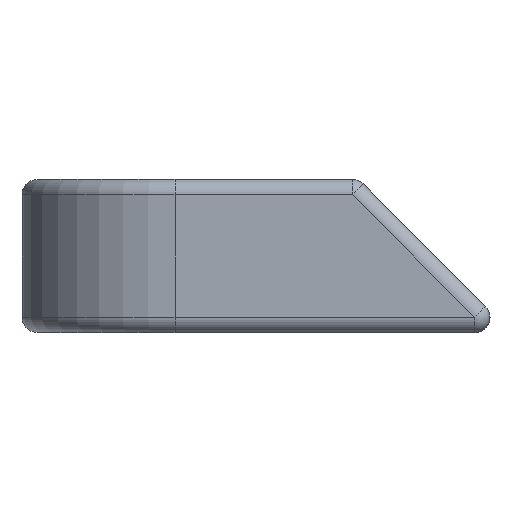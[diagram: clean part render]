
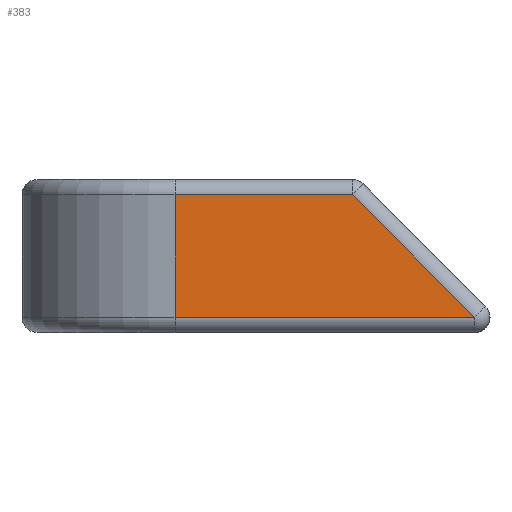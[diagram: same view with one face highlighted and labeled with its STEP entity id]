
A CAD part, left-side view. The second image highlights one B-rep face of the part: STEP entity #383.
In plain terms, the highlighted planar face has unit normal (-1, 0, 0).
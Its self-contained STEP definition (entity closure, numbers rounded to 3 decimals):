
#41 = CARTESIAN_POINT ( 'NONE',  ( -36.9, 1.2, 1.8 ) ) ;
#42 = AXIS2_PLACEMENT_3D ( 'NONE', #180, #191, #1269 ) ;
#84 = ORIENTED_EDGE ( 'NONE', *, *, #1012, .T. ) ;
#93 = VECTOR ( 'NONE', #1081, 1000. ) ;
#180 = CARTESIAN_POINT ( 'NONE',  ( -36.9, 0., 0. ) ) ;
#191 = DIRECTION ( 'NONE',  ( -1., 0., 0. ) ) ;
#208 = CARTESIAN_POINT ( 'NONE',  ( -36.9, -1.117, 1.8 ) ) ;
#328 = CARTESIAN_POINT ( 'NONE',  ( -36.9, -3.2, 0.2 ) ) ;
#331 = DIRECTION ( 'NONE',  ( 0., 1., 0. ) ) ;
#383 = ADVANCED_FACE ( 'NONE', ( #680 ), #1504, .T. ) ;
#395 = ORIENTED_EDGE ( 'NONE', *, *, #1025, .T. ) ;
#398 = LINE ( 'NONE', #603, #93 ) ;
#453 = DIRECTION ( 'NONE',  ( 0., -1., 0. ) ) ;
#548 = EDGE_CURVE ( 'NONE', #889, #1537, #1480, .T. ) ;
#568 = CARTESIAN_POINT ( 'NONE',  ( -36.9, 3.2, 1.8 ) ) ;
#603 = CARTESIAN_POINT ( 'NONE',  ( -36.9, 1.2, 0.2 ) ) ;
#609 = EDGE_CURVE ( 'NONE', #1167, #889, #1156, .T. ) ;
#615 = VECTOR ( 'NONE', #453, 1000. ) ;
#628 = CARTESIAN_POINT ( 'NONE',  ( -36.9, 1.2, 0.2 ) ) ;
#670 = EDGE_LOOP ( 'NONE', ( #971, #395, #84, #1192 ) ) ;
#680 = FACE_OUTER_BOUND ( 'NONE', #670, .T. ) ;
#889 = VERTEX_POINT ( 'NONE', #208 ) ;
#969 = LINE ( 'NONE', #328, #615 ) ;
#971 = ORIENTED_EDGE ( 'NONE', *, *, #548, .T. ) ;
#1012 = EDGE_CURVE ( 'NONE', #1148, #1167, #969, .T. ) ;
#1025 = EDGE_CURVE ( 'NONE', #1537, #1148, #398, .T. ) ;
#1081 = DIRECTION ( 'NONE',  ( 0., 0., -1. ) ) ;
#1148 = VERTEX_POINT ( 'NONE', #628 ) ;
#1156 = LINE ( 'NONE', #1442, #1348 ) ;
#1167 = VERTEX_POINT ( 'NONE', #1249 ) ;
#1192 = ORIENTED_EDGE ( 'NONE', *, *, #609, .T. ) ;
#1249 = CARTESIAN_POINT ( 'NONE',  ( -36.9, -2.717, 0.2 ) ) ;
#1269 = DIRECTION ( 'NONE',  ( 0., 0., 1. ) ) ;
#1348 = VECTOR ( 'NONE', #1559, 1000. ) ;
#1389 = VECTOR ( 'NONE', #331, 1000. ) ;
#1442 = CARTESIAN_POINT ( 'NONE',  ( -36.9, -1.059, 1.859 ) ) ;
#1480 = LINE ( 'NONE', #568, #1389 ) ;
#1504 = PLANE ( 'NONE',  #42 ) ;
#1537 = VERTEX_POINT ( 'NONE', #41 ) ;
#1559 = DIRECTION ( 'NONE',  ( 0., 0.707, 0.707 ) ) ;
